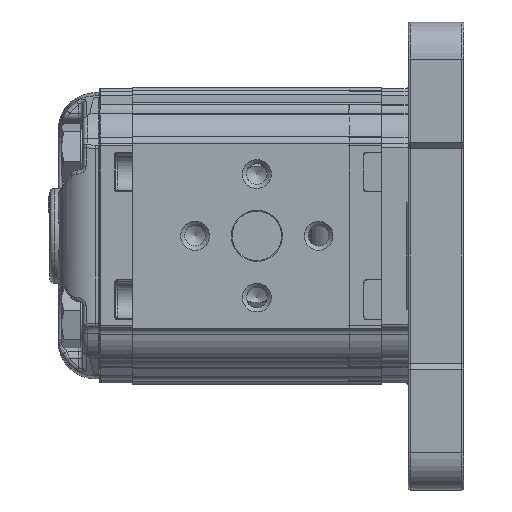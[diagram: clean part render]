
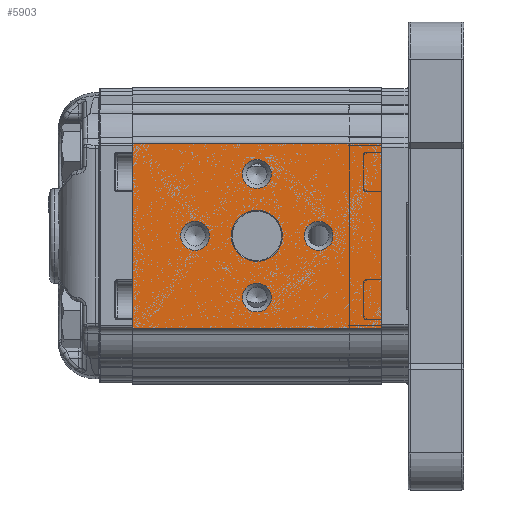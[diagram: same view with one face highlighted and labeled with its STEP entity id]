
A CAD part, left-side view. The second image highlights one B-rep face of the part: STEP entity #5903.
In plain terms, the highlighted face is planar.
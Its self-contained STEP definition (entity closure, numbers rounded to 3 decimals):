
#5903 = ADVANCED_FACE( '', ( #12116, #12117, #12118, #12119, #12120, #12121 ), #12122, .T. );
#12116 = FACE_BOUND( '', #21559, .T. );
#12117 = FACE_BOUND( '', #21560, .T. );
#12118 = FACE_BOUND( '', #21561, .T. );
#12119 = FACE_BOUND( '', #21562, .T. );
#12120 = FACE_BOUND( '', #21563, .T. );
#12121 = FACE_OUTER_BOUND( '', #21564, .T. );
#12122 = PLANE( '', #21565 );
#21559 = EDGE_LOOP( '', ( #39477 ) );
#21560 = EDGE_LOOP( '', ( #39478 ) );
#21561 = EDGE_LOOP( '', ( #39479 ) );
#21562 = EDGE_LOOP( '', ( #39480 ) );
#21563 = EDGE_LOOP( '', ( #39481 ) );
#21564 = EDGE_LOOP( '', ( #39482, #39483, #39484, #39485 ) );
#21565 = AXIS2_PLACEMENT_3D( '', #39486, #39487, #39488 );
#39477 = ORIENTED_EDGE( '', *, *, #46375, .T. );
#39478 = ORIENTED_EDGE( '', *, *, #46118, .T. );
#39479 = ORIENTED_EDGE( '', *, *, #40640, .T. );
#39480 = ORIENTED_EDGE( '', *, *, #44345, .T. );
#39481 = ORIENTED_EDGE( '', *, *, #44853, .T. );
#39482 = ORIENTED_EDGE( '', *, *, #45146, .T. );
#39483 = ORIENTED_EDGE( '', *, *, #47192, .T. );
#39484 = ORIENTED_EDGE( '', *, *, #46655, .T. );
#39485 = ORIENTED_EDGE( '', *, *, #47120, .F. );
#39486 = CARTESIAN_POINT( '', ( 33., 132.376, -45.494 ) );
#39487 = DIRECTION( '', ( 1., 0., 0. ) );
#39488 = DIRECTION( '', ( 0., 0., -1. ) );
#40640 = EDGE_CURVE( '', #48176, #48176, #48177, .F. );
#44345 = EDGE_CURVE( '', #54064, #54064, #54065, .F. );
#44853 = EDGE_CURVE( '', #54733, #54733, #54734, .F. );
#45146 = EDGE_CURVE( '', #55115, #55116, #55117, .T. );
#46118 = EDGE_CURVE( '', #56311, #56311, #56312, .F. );
#46375 = EDGE_CURVE( '', #56610, #56610, #56611, .F. );
#46655 = EDGE_CURVE( '', #56912, #56913, #56914, .F. );
#47120 = EDGE_CURVE( '', #55115, #56913, #57389, .T. );
#47192 = EDGE_CURVE( '', #55116, #56912, #57464, .T. );
#48176 = VERTEX_POINT( '', #59103 );
#48177 = CIRCLE( '', #59104, 3.5 );
#54064 = VERTEX_POINT( '', #70907 );
#54065 = CIRCLE( '', #70908, 3.5 );
#54733 = VERTEX_POINT( '', #72255 );
#54734 = CIRCLE( '', #72256, 3.5 );
#55115 = VERTEX_POINT( '', #72999 );
#55116 = VERTEX_POINT( '', #73000 );
#55117 = LINE( '', #73001, #73002 );
#56311 = VERTEX_POINT( '', #75072 );
#56312 = CIRCLE( '', #75073, 3.5 );
#56610 = VERTEX_POINT( '', #75542 );
#56611 = CIRCLE( '', #75543, 6.2 );
#56912 = VERTEX_POINT( '', #75985 );
#56913 = VERTEX_POINT( '', #75986 );
#56914 = LINE( '', #75987, #75988 );
#57389 = LINE( '', #76634, #76635 );
#57464 = LINE( '', #76719, #76720 );
#59103 = CARTESIAN_POINT( '', ( 33., 45.25, -3.5 ) );
#59104 = AXIS2_PLACEMENT_3D( '', #77464, #77465, #77466 );
#70907 = CARTESIAN_POINT( '', ( 33., 30.25, 11.5 ) );
#70908 = AXIS2_PLACEMENT_3D( '', #81876, #81877, #81878 );
#72255 = CARTESIAN_POINT( '', ( 33., 15.25, -3.5 ) );
#72256 = AXIS2_PLACEMENT_3D( '', #82399, #82400, #82401 );
#72999 = CARTESIAN_POINT( '', ( 33., 60.5, 22.5 ) );
#73000 = CARTESIAN_POINT( '', ( 33., 0., 22.5 ) );
#73001 = CARTESIAN_POINT( '', ( 33., 60.5, 22.5 ) );
#73002 = VECTOR( '', #82694, 1000. );
#75072 = CARTESIAN_POINT( '', ( 33., 30.25, -18.5 ) );
#75073 = AXIS2_PLACEMENT_3D( '', #83702, #83703, #83704 );
#75542 = CARTESIAN_POINT( '', ( 33., 30.25, -6.2 ) );
#75543 = AXIS2_PLACEMENT_3D( '', #83936, #83937, #83938 );
#75985 = CARTESIAN_POINT( '', ( 33., 0., -22.5 ) );
#75986 = CARTESIAN_POINT( '', ( 33., 60.5, -22.5 ) );
#75987 = CARTESIAN_POINT( '', ( 33., 60.5, -22.5 ) );
#75988 = VECTOR( '', #84201, 1000. );
#76634 = CARTESIAN_POINT( '', ( 33., 60.5, -21.711 ) );
#76635 = VECTOR( '', #84540, 1000. );
#76719 = CARTESIAN_POINT( '', ( 33., 0., -21.711 ) );
#76720 = VECTOR( '', #84565, 1000. );
#77464 = CARTESIAN_POINT( '', ( 33., 45.25, 0. ) );
#77465 = DIRECTION( '', ( 1., 0., 0. ) );
#77466 = DIRECTION( '', ( 0., 0., -1. ) );
#81876 = CARTESIAN_POINT( '', ( 33., 30.25, 15. ) );
#81877 = DIRECTION( '', ( 1., 0., 0. ) );
#81878 = DIRECTION( '', ( 0., 0., -1. ) );
#82399 = CARTESIAN_POINT( '', ( 33., 15.25, 0. ) );
#82400 = DIRECTION( '', ( 1., 0., 0. ) );
#82401 = DIRECTION( '', ( 0., 0., -1. ) );
#82694 = DIRECTION( '', ( 0., -1., 0. ) );
#83702 = CARTESIAN_POINT( '', ( 33., 30.25, -15. ) );
#83703 = DIRECTION( '', ( 1., 0., 0. ) );
#83704 = DIRECTION( '', ( 0., 0., -1. ) );
#83936 = CARTESIAN_POINT( '', ( 33., 30.25, 0. ) );
#83937 = DIRECTION( '', ( 1., 0., 0. ) );
#83938 = DIRECTION( '', ( 0., 0., -1. ) );
#84201 = DIRECTION( '', ( 0., -1., 0. ) );
#84540 = DIRECTION( '', ( 0., 0., -1. ) );
#84565 = DIRECTION( '', ( 0., 0., -1. ) );
